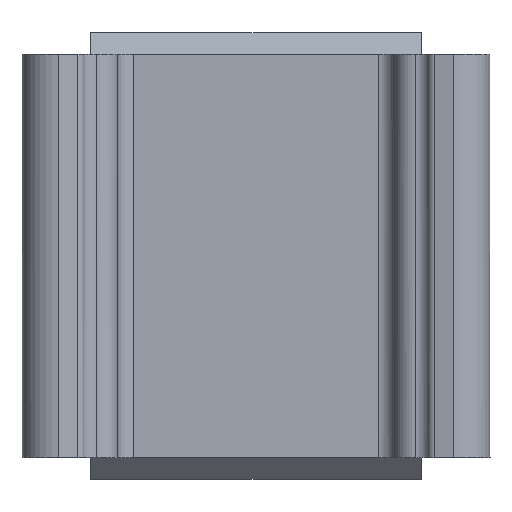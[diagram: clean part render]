
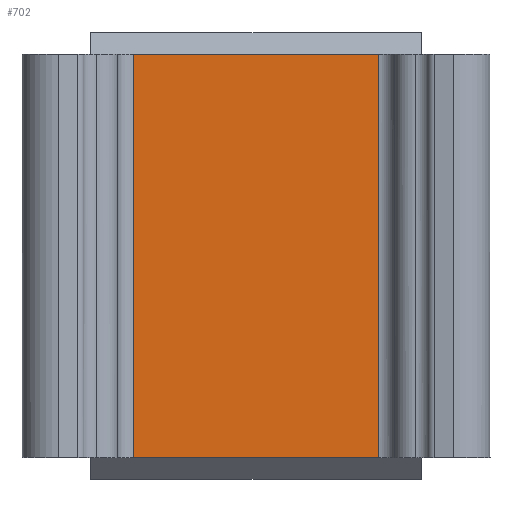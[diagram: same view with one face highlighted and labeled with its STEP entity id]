
A CAD part, top view. The second image highlights one B-rep face of the part: STEP entity #702.
In plain terms, the highlighted planar face has unit normal (0, 0, 1).
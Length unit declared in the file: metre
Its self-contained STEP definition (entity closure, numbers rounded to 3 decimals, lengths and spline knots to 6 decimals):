
#161=DIRECTION('',(0.,1.,0.));
#162=VECTOR('',#161,0.0056);
#163=CARTESIAN_POINT('',(-0.045182,-0.018,
0.0006));
#164=LINE('',#163,#162);
#169=DIRECTION('',(-1.,0.,0.));
#170=VECTOR('',#169,0.003407);
#171=CARTESIAN_POINT('',(-0.041775,-0.0124,
0.0006));
#172=LINE('',#171,#170);
#173=DIRECTION('',(0.,-1.,0.));
#174=VECTOR('',#173,0.0056);
#175=CARTESIAN_POINT('',(-0.041775,-0.0124,
0.0006));
#176=LINE('',#175,#174);
#393=DIRECTION('',(-1.,0.,0.));
#394=VECTOR('',#393,0.003407);
#395=CARTESIAN_POINT('',(-0.041775,-0.018,
0.0006));
#396=LINE('',#395,#394);
#437=CARTESIAN_POINT('',(-0.041775,-0.0124,
0.0006));
#438=CARTESIAN_POINT('',(-0.041775,-0.018,
0.0006));
#439=VERTEX_POINT('',#437);
#440=VERTEX_POINT('',#438);
#452=CARTESIAN_POINT('',(-0.045182,-0.018,
0.0006));
#453=VERTEX_POINT('',#452);
#525=CARTESIAN_POINT('',(-0.045182,-0.0124,0.0006));
#526=VERTEX_POINT('',#525);
#689=CARTESIAN_POINT('',(-0.04118,0.0006,0.0006));
#690=DIRECTION('',(0.,0.,-1.));
#691=DIRECTION('',(-1.,0.,0.));
#692=AXIS2_PLACEMENT_3D('',#689,#690,#691);
#693=PLANE('',#692);
#695=ORIENTED_EDGE('',*,*,#694,.T.);
#697=ORIENTED_EDGE('',*,*,#696,.T.);
#698=ORIENTED_EDGE('',*,*,#679,.T.);
#699=ORIENTED_EDGE('',*,*,#587,.F.);
#700=EDGE_LOOP('',(#695,#697,#698,#699));
#701=FACE_OUTER_BOUND('',#700,.F.);
#587=EDGE_CURVE('',#439,#526,#172,.T.);
#679=EDGE_CURVE('',#453,#526,#164,.T.);
#694=EDGE_CURVE('',#439,#440,#176,.T.);
#696=EDGE_CURVE('',#440,#453,#396,.T.);
#702=ADVANCED_FACE('',(#701),#693,.F.);
